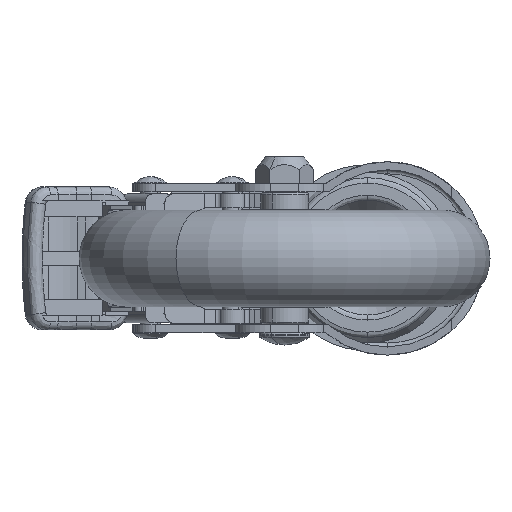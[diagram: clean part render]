
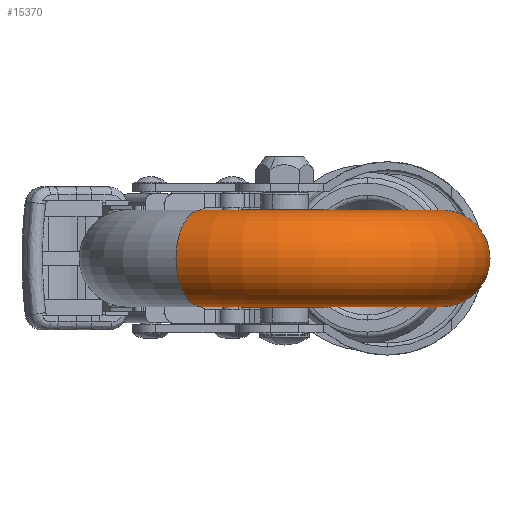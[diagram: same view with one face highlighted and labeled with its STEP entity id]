
A CAD part, front view. The second image highlights one B-rep face of the part: STEP entity #15370.
In plain terms, the highlighted toroidal (fillet/blend) face has major radius 39 mm and minor radius 12 mm.
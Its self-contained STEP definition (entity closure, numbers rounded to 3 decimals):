
#19 = EDGE_CURVE ( 'NONE', #11005, #32240, #24978, .T. ) ;
#782 = CARTESIAN_POINT ( 'NONE',  ( 12., 0., 39. ) ) ;
#3166 = CARTESIAN_POINT ( 'NONE',  ( 0., 0., 0. ) ) ;
#3534 = DIRECTION ( 'NONE',  ( 0., 0., 1. ) ) ;
#3557 = ORIENTED_EDGE ( 'NONE', *, *, #7185, .F. ) ;
#5284 = VERTEX_POINT ( 'NONE', #21536 ) ;
#7185 = EDGE_CURVE ( 'NONE', #5284, #32240, #8116, .T. ) ;
#7762 = TOROIDAL_SURFACE ( 'NONE', #36352, 39., 12. ) ;
#7828 = DIRECTION ( 'NONE',  ( 0., -1., 0. ) ) ;
#8116 = CIRCLE ( 'NONE', #8771, 39. ) ;
#8771 = AXIS2_PLACEMENT_3D ( 'NONE', #30777, #13659, #33645 ) ;
#11005 = VERTEX_POINT ( 'NONE', #16214 ) ;
#11973 = DIRECTION ( 'NONE',  ( -1., 0., 0. ) ) ;
#13659 = DIRECTION ( 'NONE',  ( -1., 0., 0. ) ) ;
#14130 = CARTESIAN_POINT ( 'NONE',  ( 0., 0., -39. ) ) ;
#14554 = AXIS2_PLACEMENT_3D ( 'NONE', #32806, #15695, #35654 ) ;
#15370 = ADVANCED_FACE ( 'NONE', ( #22962 ), #7762, .T. ) ;
#15695 = DIRECTION ( 'NONE',  ( -1., 0., 0. ) ) ;
#16131 = AXIS2_PLACEMENT_3D ( 'NONE', #24928, #7828, #27786 ) ;
#16214 = CARTESIAN_POINT ( 'NONE',  ( 12., 0., -39. ) ) ;
#16488 = VERTEX_POINT ( 'NONE', #782 ) ;
#16996 = DIRECTION ( 'NONE',  ( 0., 0., 1. ) ) ;
#17904 = CIRCLE ( 'NONE', #14554, 39. ) ;
#20873 = ORIENTED_EDGE ( 'NONE', *, *, #22062, .T. ) ;
#21536 = CARTESIAN_POINT ( 'NONE',  ( -12., 0., 39. ) ) ;
#21776 = AXIS2_PLACEMENT_3D ( 'NONE', #14130, #34099, #16996 ) ;
#22062 = EDGE_CURVE ( 'NONE', #16488, #11005, #17904, .T. ) ;
#22962 = FACE_OUTER_BOUND ( 'NONE', #28116, .T. ) ;
#24928 = CARTESIAN_POINT ( 'NONE',  ( 0., 0., 39. ) ) ;
#24978 = CIRCLE ( 'NONE', #21776, 12. ) ;
#27786 = DIRECTION ( 'NONE',  ( 0., 0., -1. ) ) ;
#28116 = EDGE_LOOP ( 'NONE', ( #20873, #35205, #3557, #28652 ) ) ;
#28652 = ORIENTED_EDGE ( 'NONE', *, *, #29856, .F. ) ;
#29761 = CARTESIAN_POINT ( 'NONE',  ( -12., 0., -39. ) ) ;
#29856 = EDGE_CURVE ( 'NONE', #16488, #5284, #31888, .T. ) ;
#30777 = CARTESIAN_POINT ( 'NONE',  ( -12., 0., 0. ) ) ;
#31888 = CIRCLE ( 'NONE', #16131, 12. ) ;
#32240 = VERTEX_POINT ( 'NONE', #29761 ) ;
#32806 = CARTESIAN_POINT ( 'NONE',  ( 12., 0., 0. ) ) ;
#33645 = DIRECTION ( 'NONE',  ( 0., 0., 1. ) ) ;
#34099 = DIRECTION ( 'NONE',  ( 0., 1., 0. ) ) ;
#35205 = ORIENTED_EDGE ( 'NONE', *, *, #19, .T. ) ;
#35654 = DIRECTION ( 'NONE',  ( 0., 0., 1. ) ) ;
#36352 = AXIS2_PLACEMENT_3D ( 'NONE', #3166, #11973, #3534 ) ;
